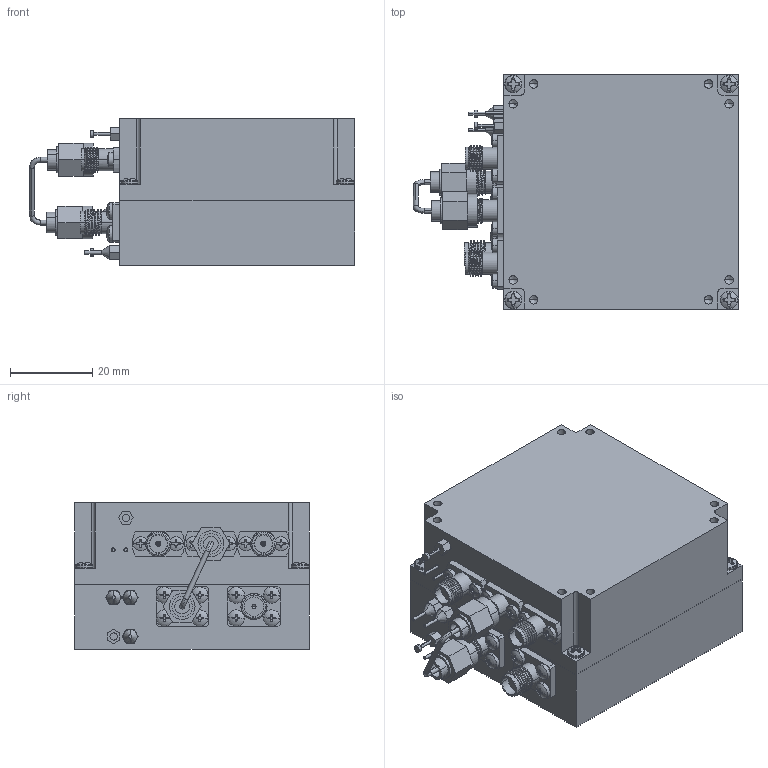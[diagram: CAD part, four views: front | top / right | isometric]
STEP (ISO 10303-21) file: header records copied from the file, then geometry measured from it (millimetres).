
FILE_DESCRIPTION (( 'STEP AP203' ), '1' );
FILE_NAME ('OP-EC-SM1.STEP', '2022-09-24T01:02:45', ( '' ), ( '' ), 'SwSTEP 2.0', 'SolidWorks 2021', '' );
FILE_SCHEMA (( 'CONFIG_CONTROL_DESIGN' ));
Products named in the file (1): OP-EC-SM1
Bounding box: 79.2 x 57.2 x 35.72 mm (x, y, z)
Volume: 117886.7 mm3; surface area: 29090.5 mm2
Topology: 48 solids, 48 shells, 2229 faces, 5952 edges, 3900 vertices
Faces by surface type: cylinder 951, plane 848, bspline 254, cone 120, sphere 36, torus 20
Entity records: 90085 total; most frequent: CARTESIAN_POINT 38905, ORIENTED_EDGE 11816, DIRECTION 9306, EDGE_CURVE 5908, VERTEX_POINT 3900, AXIS2_PLACEMENT_3D 3267, LINE 2772, VECTOR 2772
